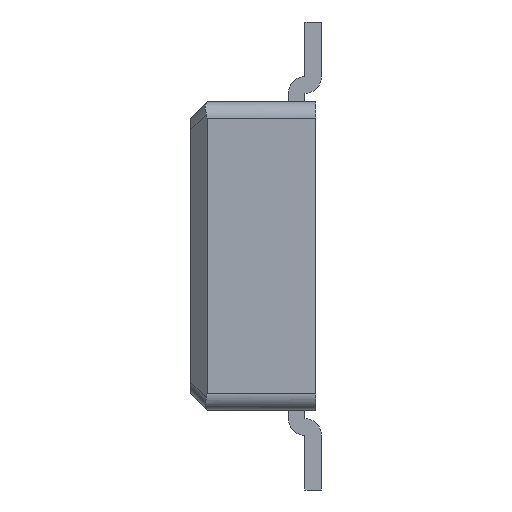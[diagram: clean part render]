
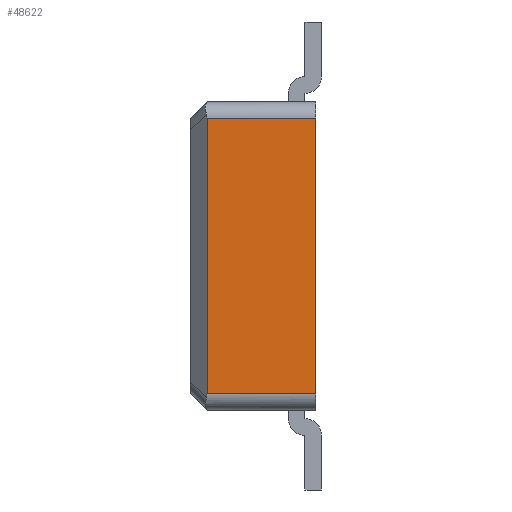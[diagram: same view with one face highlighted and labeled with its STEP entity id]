
A CAD part, left-side view. The second image highlights one B-rep face of the part: STEP entity #48622.
In plain terms, the highlighted planar face has unit normal (-1, 0, 0).
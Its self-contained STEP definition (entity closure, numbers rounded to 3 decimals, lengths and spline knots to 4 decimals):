
#1279=DIRECTION('',(0.,0.,1.));
#1280=VECTOR('',#1279,2.53);
#1281=CARTESIAN_POINT('',(-8.225,-0.575,-1.265));
#1282=LINE('',#1281,#1280);
#10372=DIRECTION('',(0.,-1.,0.));
#10373=VECTOR('',#10372,1.);
#10374=CARTESIAN_POINT('',(-8.225,0.425,1.265));
#10375=LINE('',#10374,#10373);
#10393=CARTESIAN_POINT('',(-8.225,0.425,-1.265));
#10395=DIRECTION('',(0.,1.,0.));
#10396=VECTOR('',#10395,1.);
#10397=CARTESIAN_POINT('',(-8.225,-0.575,-1.265));
#10398=LINE('',#10397,#10396);
#10439=DIRECTION('',(0.,0.,1.));
#10440=VECTOR('',#10439,2.53);
#10441=CARTESIAN_POINT('',(-8.225,0.425,-1.265));
#10442=LINE('',#10441,#10440);
#28602=CARTESIAN_POINT('',(-8.225,-0.575,1.265));
#28603=VERTEX_POINT('',#28602);
#28604=CARTESIAN_POINT('',(-8.225,0.425,1.265));
#28605=VERTEX_POINT('',#28604);
#28607=CARTESIAN_POINT('',(-8.225,-0.575,-1.265));
#28609=VERTEX_POINT('',#28607);
#28614=VERTEX_POINT('',#10393);
#48609=CARTESIAN_POINT('',(-8.225,0.575,-1.415));
#48610=DIRECTION('',(-1.,0.,0.));
#48611=DIRECTION('',(0.,-1.,0.));
#48612=AXIS2_PLACEMENT_3D('',#48609,#48610,#48611);
#48613=PLANE('',#48612);
#48614=ORIENTED_EDGE('',*,*,#48598,.T.);
#48615=ORIENTED_EDGE('',*,*,#37541,.F.);
#48617=ORIENTED_EDGE('',*,*,#48616,.T.);
#48619=ORIENTED_EDGE('',*,*,#48618,.T.);
#48620=EDGE_LOOP('',(#48614,#48615,#48617,#48619));
#48621=FACE_OUTER_BOUND('',#48620,.F.);
#48622=ADVANCED_FACE('',(#48621),#48613,.T.);
#37541=EDGE_CURVE('',#28609,#28603,#1282,.T.);
#48598=EDGE_CURVE('',#28605,#28603,#10375,.T.);
#48616=EDGE_CURVE('',#28609,#28614,#10398,.T.);
#48618=EDGE_CURVE('',#28614,#28605,#10442,.T.);
